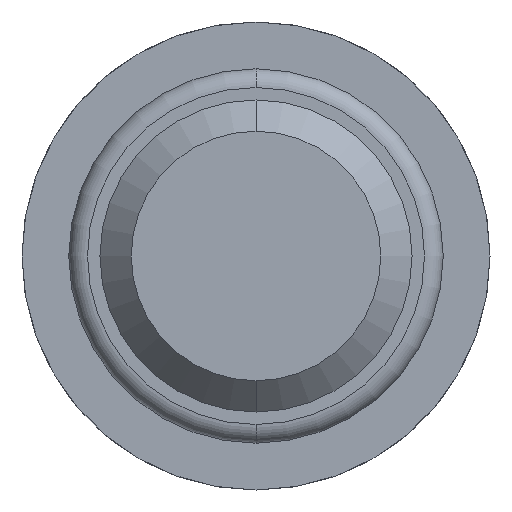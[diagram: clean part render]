
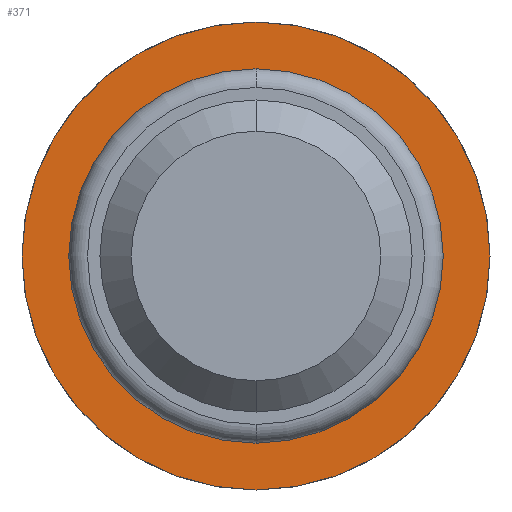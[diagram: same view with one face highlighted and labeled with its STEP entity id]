
A CAD part, front view. The second image highlights one B-rep face of the part: STEP entity #371.
In plain terms, the highlighted planar face has unit normal (0, -1, 0).
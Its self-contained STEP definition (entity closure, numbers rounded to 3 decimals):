
#309 = EDGE_CURVE ( 'Defeature ausgef�hrt3_4+Defeature ausgef�hrt3_5+Defeature ausgef�hrt3_5+Defeature ausgef�hrt3_5', #333, #1955, #4864, .T. ) ;
#333 = VERTEX_POINT ( 'NONE', #4062 ) ;
#371 = ADVANCED_FACE ( 'Defeature ausgef�hrt3_5', ( #1233, #4334 ), #2655, .T. ) ;
#507 = DIRECTION ( 'NONE',  ( 0., 0., -1. ) ) ;
#660 = CARTESIAN_POINT ( 'NONE',  ( 0., 20., 1.875 ) ) ;
#728 = DIRECTION ( 'NONE',  ( 0., 0., -1. ) ) ;
#977 = CARTESIAN_POINT ( 'NONE',  ( 0., 20., 0. ) ) ;
#1010 = CARTESIAN_POINT ( 'NONE',  ( 0., 20., 0. ) ) ;
#1039 = AXIS2_PLACEMENT_3D ( 'NONE', #1010, #4765, #2497 ) ;
#1066 = AXIS2_PLACEMENT_3D ( 'NONE', #4852, #1823, #728 ) ;
#1170 = DIRECTION ( 'NONE',  ( 0., -1., 0. ) ) ;
#1233 = FACE_OUTER_BOUND ( 'NONE', #1511, .T. ) ;
#1289 = DIRECTION ( 'NONE',  ( 0., -1., 0. ) ) ;
#1511 = EDGE_LOOP ( 'NONE', ( #2363, #4363 ) ) ;
#1695 = CARTESIAN_POINT ( 'NONE',  ( 0., 20., 0. ) ) ;
#1823 = DIRECTION ( 'NONE',  ( 0., -1., 0. ) ) ;
#1955 = VERTEX_POINT ( 'NONE', #2562 ) ;
#2205 = ORIENTED_EDGE ( 'NONE', *, *, #309, .F. ) ;
#2363 = ORIENTED_EDGE ( 'NONE', *, *, #3293, .T. ) ;
#2497 = DIRECTION ( 'NONE',  ( 0., 0., -1. ) ) ;
#2511 = CIRCLE ( 'NONE', #1039, 1.5 ) ;
#2562 = CARTESIAN_POINT ( 'NONE',  ( 0., 20., -1.5 ) ) ;
#2578 = ORIENTED_EDGE ( 'NONE', *, *, #3360, .F. ) ;
#2655 = PLANE ( 'NONE',  #3853 ) ;
#2780 = CARTESIAN_POINT ( 'NONE',  ( 1.5, 20., 0. ) ) ;
#2918 = VERTEX_POINT ( 'NONE', #3449 ) ;
#3019 = EDGE_LOOP ( 'NONE', ( #2578, #2205 ) ) ;
#3109 = EDGE_CURVE ( 'Defeature ausgef�hrt3_5+Defeature ausgef�hrt3_6+Defeature ausgef�hrt3_6+Defeature ausgef�hrt3_6', #4642, #2918, #4384, .T. ) ;
#3293 = EDGE_CURVE ( 'Defeature ausgef�hrt3_5+Defeature ausgef�hrt3_6+Defeature ausgef�hrt3_6+Defeature ausgef�hrt3_6', #2918, #4642, #4161, .T. ) ;
#3360 = EDGE_CURVE ( 'Defeature ausgef�hrt3_4+Defeature ausgef�hrt3_5+Defeature ausgef�hrt3_5+Defeature ausgef�hrt3_5', #1955, #333, #2511, .T. ) ;
#3449 = CARTESIAN_POINT ( 'NONE',  ( 0., 20., -1.875 ) ) ;
#3521 = DIRECTION ( 'NONE',  ( 0., 0., -1. ) ) ;
#3579 = DIRECTION ( 'NONE',  ( 0., -1., 0. ) ) ;
#3630 = AXIS2_PLACEMENT_3D ( 'NONE', #977, #3579, #3521 ) ;
#3853 = AXIS2_PLACEMENT_3D ( 'NONE', #2780, #1170, #4507 ) ;
#4062 = CARTESIAN_POINT ( 'NONE',  ( 0., 20., 1.5 ) ) ;
#4161 = CIRCLE ( 'NONE', #3630, 1.875 ) ;
#4334 = FACE_BOUND ( 'NONE', #3019, .T. ) ;
#4363 = ORIENTED_EDGE ( 'NONE', *, *, #3109, .T. ) ;
#4384 = CIRCLE ( 'NONE', #4483, 1.875 ) ;
#4483 = AXIS2_PLACEMENT_3D ( 'NONE', #1695, #1289, #507 ) ;
#4507 = DIRECTION ( 'NONE',  ( 0., 0., -1. ) ) ;
#4642 = VERTEX_POINT ( 'NONE', #660 ) ;
#4765 = DIRECTION ( 'NONE',  ( 0., -1., 0. ) ) ;
#4852 = CARTESIAN_POINT ( 'NONE',  ( 0., 20., 0. ) ) ;
#4864 = CIRCLE ( 'NONE', #1066, 1.5 ) ;
